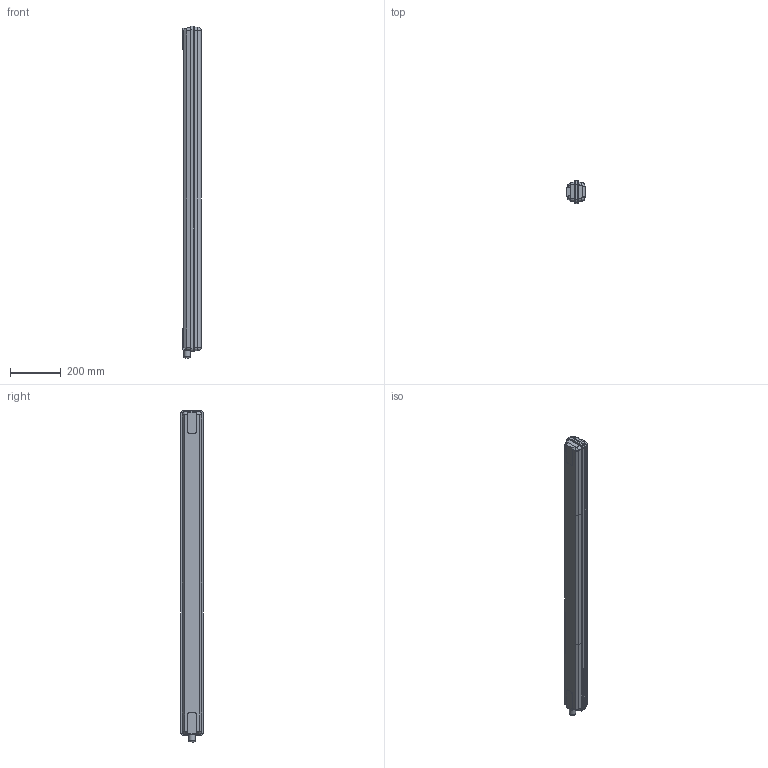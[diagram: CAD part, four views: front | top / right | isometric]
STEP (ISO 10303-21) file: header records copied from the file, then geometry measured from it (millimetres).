
FILE_DESCRIPTION (( 'STEP AP214' ), '1' );
FILE_NAME ('DP_HOUSING_G3_2-1200.STEP', '2023-08-25T12:24:44', ( '' ), ( '' ), 'SwSTEP 2.0', 'SolidWorks 2022', '' );
FILE_SCHEMA (( 'AUTOMOTIVE_DESIGN' ));
Length unit declared in the file: millimetre
Products named in the file (1): DP_HOUSING_G3_2-1200
Bounding box: 71 x 88.87 x 1302.19 mm (x, y, z)
Volume: 662943.6 mm3; surface area: 760754.4 mm2
Topology: 3 solids, 3 shells, 147 faces, 411 edges, 276 vertices
Faces by surface type: bspline 60, plane 58, cylinder 29
Full cylindrical faces by diameter (mm): 19.512 x1
Entity records: 12327 total; most frequent: CARTESIAN_POINT 7513, ORIENTED_EDGE 810, EDGE_CURVE 405, DIRECTION 403, VERTEX_POINT 274, LINE 177, VECTOR 177, EDGE_LOOP 159
